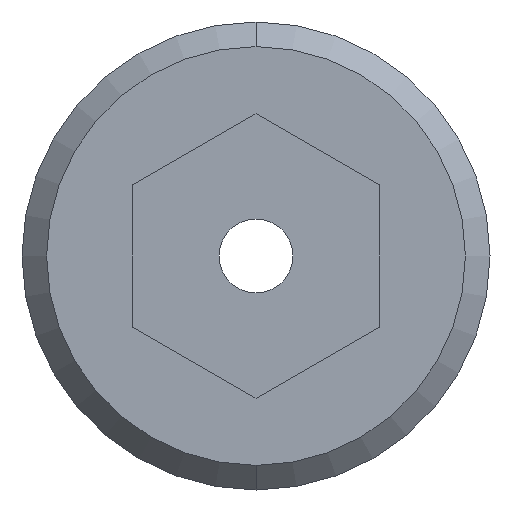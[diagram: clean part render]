
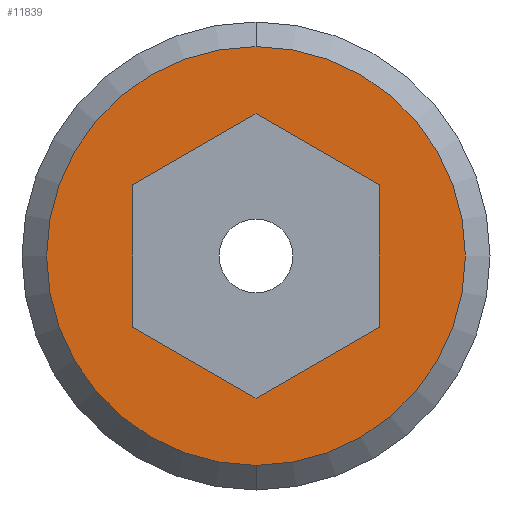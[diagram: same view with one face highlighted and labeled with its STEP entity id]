
A CAD part, left-side view. The second image highlights one B-rep face of the part: STEP entity #11839.
In plain terms, the highlighted planar face has unit normal (-1, 0, 0).
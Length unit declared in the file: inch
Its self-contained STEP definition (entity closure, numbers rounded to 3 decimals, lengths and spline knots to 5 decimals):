
#5580=CARTESIAN_POINT('',(-0.162,0.,0.));
#5581=DIRECTION('',(-1.,0.,0.));
#5582=DIRECTION('',(0.,1.,0.));
#5583=AXIS2_PLACEMENT_3D('',#5580,#5581,#5582);
#5598=DIRECTION('',(0.,0.5,0.866));
#5599=VECTOR('',#5598,0.08083);
#5600=CARTESIAN_POINT('',(-0.162,0.04041,-0.07));
#5601=LINE('',#5600,#5599);
#5602=DIRECTION('',(0.,1.,0.));
#5603=VECTOR('',#5602,0.08083);
#5604=CARTESIAN_POINT('',(-0.162,-0.04041,-0.07));
#5605=LINE('',#5604,#5603);
#5606=DIRECTION('',(0.,0.5,-0.866));
#5607=VECTOR('',#5606,0.08083);
#5608=CARTESIAN_POINT('',(-0.162,-0.08083,0.));
#5609=LINE('',#5608,#5607);
#5610=DIRECTION('',(0.,-0.5,-0.866));
#5611=VECTOR('',#5610,0.08083);
#5612=CARTESIAN_POINT('',(-0.162,-0.04041,0.07));
#5613=LINE('',#5612,#5611);
#5614=DIRECTION('',(0.,-1.,0.));
#5615=VECTOR('',#5614,0.08083);
#5616=CARTESIAN_POINT('',(-0.162,0.04041,0.07));
#5617=LINE('',#5616,#5615);
#5618=DIRECTION('',(0.,-0.5,0.866));
#5619=VECTOR('',#5618,0.08083);
#5620=CARTESIAN_POINT('',(-0.162,0.08083,0.));
#5621=LINE('',#5620,#5619);
#5622=CARTESIAN_POINT('',(-0.162,0.,0.));
#5623=DIRECTION('',(1.,0.,0.));
#5624=DIRECTION('',(0.,1.,0.));
#5625=AXIS2_PLACEMENT_3D('',#5622,#5623,#5624);
#5970=CARTESIAN_POINT('',(-0.162,0.119,0.));
#5971=CARTESIAN_POINT('',(-0.162,-0.119,0.));
#5972=VERTEX_POINT('',#5970);
#5973=VERTEX_POINT('',#5971);
#5990=CARTESIAN_POINT('',(-0.162,0.04041,-0.07));
#5991=CARTESIAN_POINT('',(-0.162,0.08083,0.));
#5992=VERTEX_POINT('',#5990);
#5993=VERTEX_POINT('',#5991);
#5994=CARTESIAN_POINT('',(-0.162,-0.04041,-0.07));
#5995=VERTEX_POINT('',#5994);
#5996=CARTESIAN_POINT('',(-0.162,-0.08083,0.));
#5997=VERTEX_POINT('',#5996);
#5998=CARTESIAN_POINT('',(-0.162,-0.04041,0.07));
#5999=VERTEX_POINT('',#5998);
#6000=CARTESIAN_POINT('',(-0.162,0.04041,0.07));
#6001=VERTEX_POINT('',#6000);
#11815=CARTESIAN_POINT('',(-0.162,0.,0.));
#11816=DIRECTION('',(1.,0.,0.));
#11817=DIRECTION('',(0.,-1.,0.));
#11818=AXIS2_PLACEMENT_3D('',#11815,#11816,#11817);
#11819=PLANE('',#11818);
#11820=ORIENTED_EDGE('',*,*,#11805,.F.);
#11822=ORIENTED_EDGE('',*,*,#11821,.T.);
#11823=EDGE_LOOP('',(#11820,#11822));
#11824=FACE_OUTER_BOUND('',#11823,.F.);
#11826=ORIENTED_EDGE('',*,*,#11825,.F.);
#11828=ORIENTED_EDGE('',*,*,#11827,.F.);
#11830=ORIENTED_EDGE('',*,*,#11829,.F.);
#11832=ORIENTED_EDGE('',*,*,#11831,.F.);
#11834=ORIENTED_EDGE('',*,*,#11833,.F.);
#11836=ORIENTED_EDGE('',*,*,#11835,.F.);
#11837=EDGE_LOOP('',(#11826,#11828,#11830,#11832,#11834,#11836));
#11838=FACE_BOUND('',#11837,.F.);
#5584=CIRCLE('',#5583,0.119);
#5626=CIRCLE('',#5625,0.119);
#11805=EDGE_CURVE('',#5972,#5973,#5584,.T.);
#11821=EDGE_CURVE('',#5972,#5973,#5626,.T.);
#11825=EDGE_CURVE('',#5992,#5993,#5601,.T.);
#11827=EDGE_CURVE('',#5995,#5992,#5605,.T.);
#11829=EDGE_CURVE('',#5997,#5995,#5609,.T.);
#11831=EDGE_CURVE('',#5999,#5997,#5613,.T.);
#11833=EDGE_CURVE('',#6001,#5999,#5617,.T.);
#11835=EDGE_CURVE('',#5993,#6001,#5621,.T.);
#11839=ADVANCED_FACE('',(#11824,#11838),#11819,.F.);
